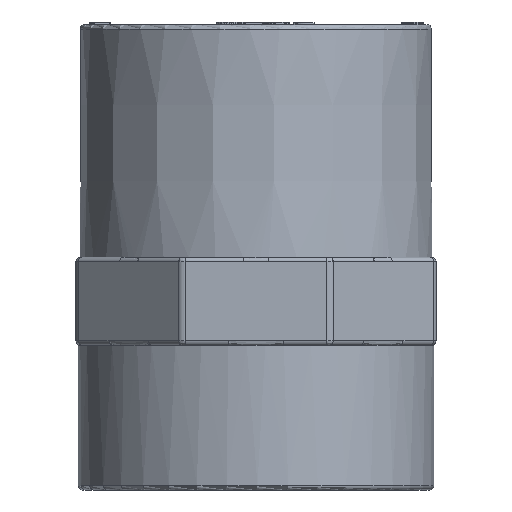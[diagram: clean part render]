
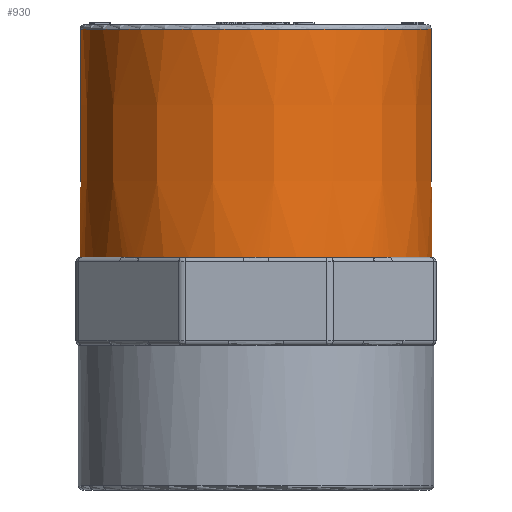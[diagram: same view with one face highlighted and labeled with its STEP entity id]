
A CAD part, left-side view. The second image highlights one B-rep face of the part: STEP entity #930.
In plain terms, the highlighted conical face has half-angle 0.116 degrees and reference radius 20 mm.
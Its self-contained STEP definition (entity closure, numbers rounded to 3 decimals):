
#83=CONICAL_SURFACE('',#14450,20.,0.116);
#930=ADVANCED_FACE('',(#4078,#4079),#83,.T.);
#3906=CIRCLE('',#14396,20.054);
#3908=CIRCLE('',#14399,20.054);
#3910=CIRCLE('',#14402,20.054);
#3912=CIRCLE('',#14405,20.054);
#3914=CIRCLE('',#14408,20.054);
#3916=CIRCLE('',#14411,20.054);
#3917=CIRCLE('',#14413,20.054);
#3935=CIRCLE('',#14440,20.001);
#3936=CIRCLE('',#14441,20.054);
#3937=CIRCLE('',#14442,20.054);
#3938=CIRCLE('',#14443,20.054);
#3939=CIRCLE('',#14444,20.054);
#3940=CIRCLE('',#14445,20.054);
#3941=CIRCLE('',#14446,20.054);
#3942=CIRCLE('',#14447,20.054);
#3943=CIRCLE('',#14448,20.054);
#3944=CIRCLE('',#14449,20.054);
#4078=FACE_BOUND('',#4160,.T.);
#4079=FACE_BOUND('',#4161,.T.);
#4160=EDGE_LOOP('',(#5517));
#4161=EDGE_LOOP('',(#5518,#5519,#5520,#5521,#5522,#5523,#5524,#5525,#5526,
#5527,#5528,#5529,#5530,#5531,#5532,#5533));
#5517=ORIENTED_EDGE('',*,*,#11405,.T.);
#5518=ORIENTED_EDGE('',*,*,#11353,.T.);
#5519=ORIENTED_EDGE('',*,*,#11406,.T.);
#5520=ORIENTED_EDGE('',*,*,#11349,.T.);
#5521=ORIENTED_EDGE('',*,*,#11407,.T.);
#5522=ORIENTED_EDGE('',*,*,#11345,.T.);
#5523=ORIENTED_EDGE('',*,*,#11408,.T.);
#5524=ORIENTED_EDGE('',*,*,#11341,.T.);
#5525=ORIENTED_EDGE('',*,*,#11409,.T.);
#5526=ORIENTED_EDGE('',*,*,#11363,.T.);
#5527=ORIENTED_EDGE('',*,*,#11410,.T.);
#5528=ORIENTED_EDGE('',*,*,#11411,.T.);
#5529=ORIENTED_EDGE('',*,*,#11412,.T.);
#5530=ORIENTED_EDGE('',*,*,#11361,.T.);
#5531=ORIENTED_EDGE('',*,*,#11413,.T.);
#5532=ORIENTED_EDGE('',*,*,#11357,.T.);
#5533=ORIENTED_EDGE('',*,*,#11414,.T.);
#9881=VERTEX_POINT('',#21046);
#9882=VERTEX_POINT('',#21048);
#9885=VERTEX_POINT('',#21055);
#9886=VERTEX_POINT('',#21057);
#9889=VERTEX_POINT('',#21064);
#9890=VERTEX_POINT('',#21066);
#9893=VERTEX_POINT('',#21073);
#9894=VERTEX_POINT('',#21075);
#9897=VERTEX_POINT('',#21082);
#9898=VERTEX_POINT('',#21084);
#9901=VERTEX_POINT('',#21091);
#9902=VERTEX_POINT('',#21093);
#9903=VERTEX_POINT('',#21097);
#9904=VERTEX_POINT('',#21098);
#9943=VERTEX_POINT('',#22986);
#9944=VERTEX_POINT('',#22992);
#9945=VERTEX_POINT('',#22994);
#11341=EDGE_CURVE('',#9882,#9881,#3906,.T.);
#11345=EDGE_CURVE('',#9886,#9885,#3908,.T.);
#11349=EDGE_CURVE('',#9890,#9889,#3910,.T.);
#11353=EDGE_CURVE('',#9894,#9893,#3912,.T.);
#11357=EDGE_CURVE('',#9898,#9897,#3914,.T.);
#11361=EDGE_CURVE('',#9902,#9901,#3916,.T.);
#11363=EDGE_CURVE('',#9903,#9904,#3917,.T.);
#11405=EDGE_CURVE('',#9943,#9943,#3935,.T.);
#11406=EDGE_CURVE('',#9893,#9890,#3936,.T.);
#11407=EDGE_CURVE('',#9889,#9886,#3937,.T.);
#11408=EDGE_CURVE('',#9885,#9882,#3938,.T.);
#11409=EDGE_CURVE('',#9881,#9903,#3939,.T.);
#11410=EDGE_CURVE('',#9904,#9944,#3940,.T.);
#11411=EDGE_CURVE('',#9944,#9945,#3941,.T.);
#11412=EDGE_CURVE('',#9945,#9902,#3942,.T.);
#11413=EDGE_CURVE('',#9901,#9898,#3943,.T.);
#11414=EDGE_CURVE('',#9897,#9894,#3944,.T.);
#14396=AXIS2_PLACEMENT_3D('',#21047,#15331,#15332);
#14399=AXIS2_PLACEMENT_3D('',#21056,#15339,#15340);
#14402=AXIS2_PLACEMENT_3D('',#21065,#15347,#15348);
#14405=AXIS2_PLACEMENT_3D('',#21074,#15355,#15356);
#14408=AXIS2_PLACEMENT_3D('',#21083,#15363,#15364);
#14411=AXIS2_PLACEMENT_3D('',#21092,#15371,#15372);
#14413=AXIS2_PLACEMENT_3D('',#21096,#15376,#15377);
#14440=AXIS2_PLACEMENT_3D('',#22985,#15446,#15447);
#14441=AXIS2_PLACEMENT_3D('',#22987,#15448,#15449);
#14442=AXIS2_PLACEMENT_3D('',#22988,#15450,#15451);
#14443=AXIS2_PLACEMENT_3D('',#22989,#15452,#15453);
#14444=AXIS2_PLACEMENT_3D('',#22990,#15454,#15455);
#14445=AXIS2_PLACEMENT_3D('',#22991,#15456,#15457);
#14446=AXIS2_PLACEMENT_3D('',#22993,#15458,#15459);
#14447=AXIS2_PLACEMENT_3D('',#22995,#15460,#15461);
#14448=AXIS2_PLACEMENT_3D('',#22996,#15462,#15463);
#14449=AXIS2_PLACEMENT_3D('',#22997,#15464,#15465);
#14450=AXIS2_PLACEMENT_3D('',#22998,#15466,#15467);
#15331=DIRECTION('',(0.,0.,1.));
#15332=DIRECTION('',(0.,-1.,0.));
#15339=DIRECTION('',(0.,0.,1.));
#15340=DIRECTION('',(0.,-1.,0.));
#15347=DIRECTION('',(0.,0.,1.));
#15348=DIRECTION('',(0.,-1.,0.));
#15355=DIRECTION('',(0.,0.,1.));
#15356=DIRECTION('',(0.,-1.,0.));
#15363=DIRECTION('',(0.,0.,1.));
#15364=DIRECTION('',(0.,-1.,0.));
#15371=DIRECTION('',(0.,0.,1.));
#15372=DIRECTION('',(0.,-1.,0.));
#15376=DIRECTION('',(0.,0.,1.));
#15377=DIRECTION('',(0.,-1.,0.));
#15446=DIRECTION('',(0.,0.,-1.));
#15447=DIRECTION('',(0.,1.,0.));
#15448=DIRECTION('',(0.,0.,1.));
#15449=DIRECTION('',(0.,-1.,0.));
#15450=DIRECTION('',(0.,0.,1.));
#15451=DIRECTION('',(0.,-1.,0.));
#15452=DIRECTION('',(0.,0.,1.));
#15453=DIRECTION('',(0.,-1.,0.));
#15454=DIRECTION('',(0.,0.,1.));
#15455=DIRECTION('',(0.,-1.,0.));
#15456=DIRECTION('',(0.,0.,1.));
#15457=DIRECTION('',(0.,-1.,0.));
#15458=DIRECTION('',(0.,0.,1.));
#15459=DIRECTION('',(0.,-1.,0.));
#15460=DIRECTION('',(0.,0.,1.));
#15461=DIRECTION('',(0.,-1.,0.));
#15462=DIRECTION('',(0.,0.,1.));
#15463=DIRECTION('',(0.,-1.,0.));
#15464=DIRECTION('',(0.,0.,1.));
#15465=DIRECTION('',(0.,-1.,0.));
#15466=DIRECTION('',(0.,0.,-1.));
#15467=DIRECTION('',(0.,-1.,0.));
#21046=CARTESIAN_POINT('',(190.469,310.5,19.004));
#21047=CARTESIAN_POINT('',(189.,290.5,19.004));
#21048=CARTESIAN_POINT('',(202.104,305.681,19.004));
#21055=CARTESIAN_POINT('',(204.181,303.604,19.004));
#21056=CARTESIAN_POINT('',(189.,290.5,19.004));
#21057=CARTESIAN_POINT('',(209.,291.969,19.004));
#21064=CARTESIAN_POINT('',(209.,289.031,19.004));
#21065=CARTESIAN_POINT('',(189.,290.5,19.004));
#21066=CARTESIAN_POINT('',(204.181,277.396,19.004));
#21073=CARTESIAN_POINT('',(202.104,275.319,19.004));
#21074=CARTESIAN_POINT('',(189.,290.5,19.004));
#21075=CARTESIAN_POINT('',(190.469,270.5,19.004));
#21082=CARTESIAN_POINT('',(187.531,270.5,19.004));
#21083=CARTESIAN_POINT('',(189.,290.5,19.004));
#21084=CARTESIAN_POINT('',(175.896,275.319,19.004));
#21091=CARTESIAN_POINT('',(173.819,277.396,19.004));
#21092=CARTESIAN_POINT('',(189.,290.5,19.004));
#21093=CARTESIAN_POINT('',(169.,289.031,19.004));
#21096=CARTESIAN_POINT('',(189.,290.5,19.004));
#21097=CARTESIAN_POINT('',(187.531,310.5,19.004));
#21098=CARTESIAN_POINT('',(175.896,305.681,19.004));
#22985=CARTESIAN_POINT('',(189.,290.5,45.005));
#22986=CARTESIAN_POINT('',(189.,310.501,45.005));
#22987=CARTESIAN_POINT('',(189.,290.5,19.004));
#22988=CARTESIAN_POINT('',(189.,290.5,19.004));
#22989=CARTESIAN_POINT('',(189.,290.5,19.004));
#22990=CARTESIAN_POINT('',(189.,290.5,19.004));
#22991=CARTESIAN_POINT('',(189.,290.5,19.004));
#22992=CARTESIAN_POINT('',(173.819,303.604,19.004));
#22993=CARTESIAN_POINT('',(189.,290.5,19.004));
#22994=CARTESIAN_POINT('',(169.,291.969,19.004));
#22995=CARTESIAN_POINT('',(189.,290.5,19.004));
#22996=CARTESIAN_POINT('',(189.,290.5,19.004));
#22997=CARTESIAN_POINT('',(189.,290.5,19.004));
#22998=CARTESIAN_POINT('',(189.,290.5,45.504));
